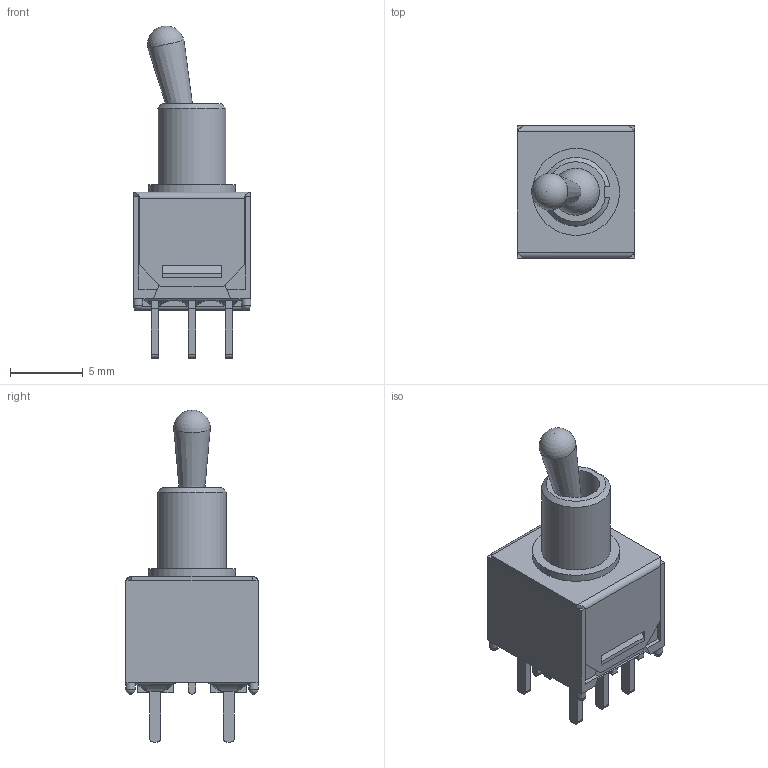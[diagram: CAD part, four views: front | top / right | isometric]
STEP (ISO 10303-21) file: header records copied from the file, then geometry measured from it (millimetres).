
FILE_DESCRIPTION(/* description */ (''),/* implementation_level */ '2;1');
FILE_NAME(/* name */ '200MDPxT2B3M2xE.stp',/* time_stamp */ '2025-04-25T13:56:03-05:00',/* author */ ('mroman'),/* organization */ (''),/* preprocessor_version */ 'ST-DEVELOPER v18.1',/* originating_system */ 'Autodesk Inventor 2022',/* authorisation */ '');
FILE_SCHEMA (('AUTOMOTIVE_DESIGN { 1 0 10303 214 3 1 1 }'));
Length unit declared in the file: inch
Products named in the file (1): 200MDPxT2B3M2xE
Bounding box: 8.13 x 9.14 x 22.89 mm (x, y, z)
Volume: 336.5 mm3; surface area: 1185 mm2
Topology: 1 solids, 2 shells, 232 faces, 662 edges, 428 vertices
Faces by surface type: plane 172, cylinder 35, bspline 16, sphere 7, cone 2
Full cylindrical faces by diameter (mm): 0.65 x4, 3.25 x2, 6 x1
Entity records: 8352 total; most frequent: CARTESIAN_POINT 2337, ORIENTED_EDGE 1312, DIRECTION 1150, EDGE_CURVE 656, LINE 478, VECTOR 478, VERTEX_POINT 428, AXIS2_PLACEMENT_3D 336
